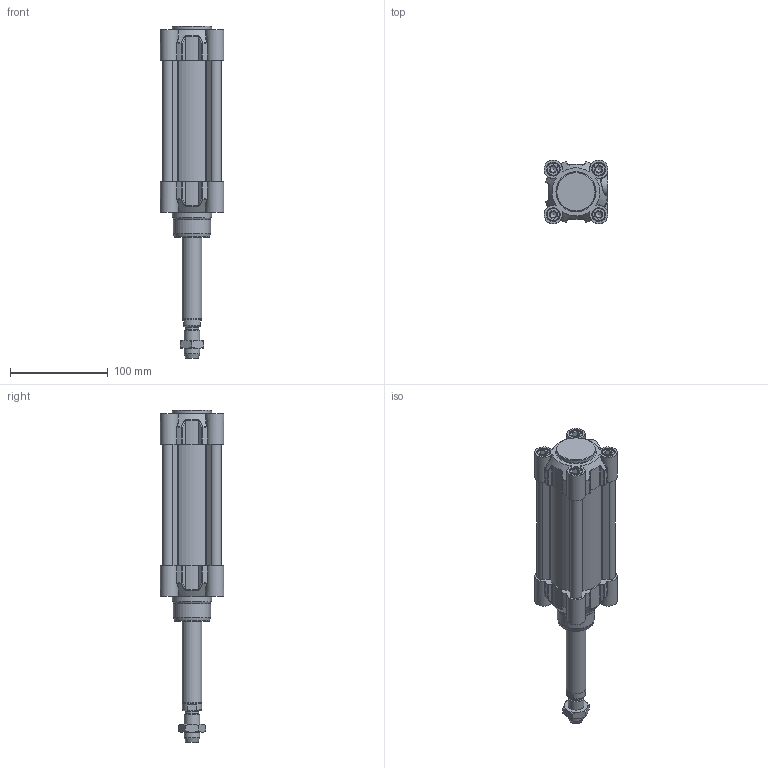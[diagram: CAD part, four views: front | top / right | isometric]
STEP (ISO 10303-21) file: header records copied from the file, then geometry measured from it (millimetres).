
FILE_DESCRIPTION(/* description */ (''),/* implementation_level */ '2;1');
FILE_NAME(/* name */ 'HSEM050.080.GS.M.stp',/* time_stamp */ '2021-03-02T10:56:36+01:00',/* author */ ('carlo.corazza'),/* organization */ (''),/* preprocessor_version */ 'ST-DEVELOPER v18.1',/* originating_system */ 'Autodesk Inventor 2020',/* authorisation */ '');
FILE_SCHEMA (('AUTOMOTIVE_DESIGN { 1 0 10303 214 3 1 1 }'));
Length unit declared in the file: millimetre
Products named in the file (6): HSEM050.080.GS.M; TP H050; TA H050; CORPO-080; STELO HDM 50-080; 29.2016.000.0
Assembly tree (5 placements, depth 2):
  HSEM050.080.GS.M
    TP H050
    TA H050
    CORPO-080
    STELO HDM 50-080
    29.2016.000.0
Bounding box: 64.99 x 64.97 x 339 mm (x, y, z)
Volume: 454212.4 mm3; surface area: 165568.8 mm2
Topology: 5 solids, 19 shells, 1064 faces, 2662 edges, 1687 vertices
Faces by surface type: plane 383, cylinder 267, bspline 180, cone 106, torus 82, sphere 46
Full cylindrical faces by diameter (mm): 1.479 x2, 2.8 x2, 6.647 x8, 8 x8, 8.3 x8, 9 x2, 10 x2, 11.445 x2, 13 x8, 13.3 x8, 13.5 x1, 14.376 x1, 16 x1, 19.5 x1, 20 x2, 20.5 x1, 20.8 x1, 20.847 x1, 24 x2, 30 x2, 38 x1, 40 x2, 50 x2
Entity records: 38090 total; most frequent: CARTESIAN_POINT 12094, ORIENTED_EDGE 5240, DIRECTION 5058, EDGE_CURVE 2620, AXIS2_PLACEMENT_3D 1924, VERTEX_POINT 1687, LINE 1210, VECTOR 1210
